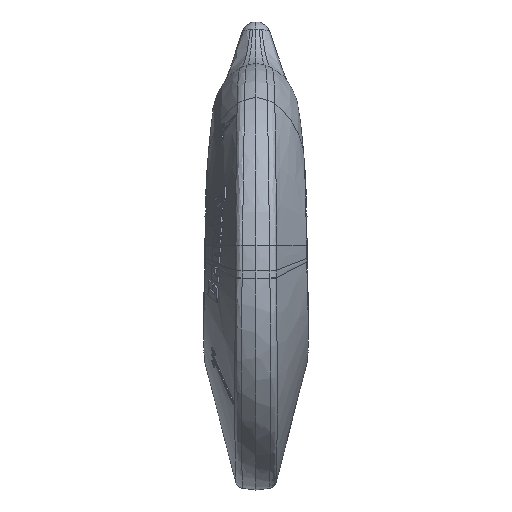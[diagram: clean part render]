
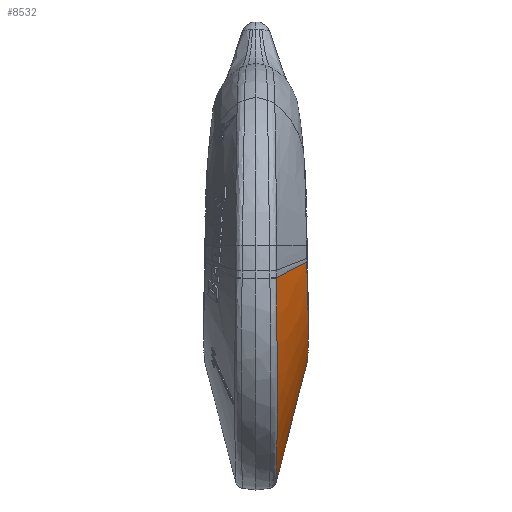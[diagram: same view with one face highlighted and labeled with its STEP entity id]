
A CAD part, front view. The second image highlights one B-rep face of the part: STEP entity #8532.
In plain terms, the highlighted free-form (B-spline) face has degree [3, 3] with [7, 4] control points.
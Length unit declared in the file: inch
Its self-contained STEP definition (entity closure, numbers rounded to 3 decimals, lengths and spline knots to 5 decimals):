
#1202=CARTESIAN_POINT('',(0.60157,-17.51929,-0.94345));
#1203=CARTESIAN_POINT('',(0.60162,-17.51925,
-0.95047));
#1204=CARTESIAN_POINT('',(0.60164,-17.51929,
-0.95751));
#1205=CARTESIAN_POINT('',(0.6017,-17.51923,
-0.96453));
#1217=CARTESIAN_POINT('',(1.48316,-11.57266,
-3.43043));
#1218=CARTESIAN_POINT('',(1.21532,-11.57259,
-4.46755));
#1219=CARTESIAN_POINT('',(0.88876,-11.57189,
-5.73198));
#1220=CARTESIAN_POINT('',(0.58758,-11.57183,
-6.89821));
#1222=CARTESIAN_POINT('',(1.47711,-15.04278,
-0.50071));
#1223=CARTESIAN_POINT('',(1.16809,-15.93579,
-0.64351));
#1224=CARTESIAN_POINT('',(0.89682,-16.73808,
-0.82212));
#1225=CARTESIAN_POINT('',(0.60157,-17.51929,-0.94345));
#1268=CARTESIAN_POINT('',(1.48316,-11.57266,
-3.43043));
#1270=CARTESIAN_POINT('',(1.48316,-11.57266,
-3.43043));
#1271=CARTESIAN_POINT('',(1.48493,-12.02626,
-3.45387));
#1272=CARTESIAN_POINT('',(1.50253,-12.91405,
-3.32378));
#1273=CARTESIAN_POINT('',(1.52809,-14.01965,
-2.67993));
#1274=CARTESIAN_POINT('',(1.51419,-14.78215,
-1.70163));
#1275=CARTESIAN_POINT('',(1.4867,-15.00891,
-0.90922));
#1276=CARTESIAN_POINT('',(1.47711,-15.04278,
-0.50071));
#1286=CARTESIAN_POINT('',(1.47711,-15.04278,
-0.50071));
#4244=CARTESIAN_POINT('',(0.6017,-17.51923,
-0.96453));
#4245=CARTESIAN_POINT('',(0.60323,-17.51843,
-1.24502));
#4246=CARTESIAN_POINT('',(0.60649,-17.47679,
-1.80734));
#4247=CARTESIAN_POINT('',(0.61119,-17.29329,
-2.64255));
#4248=CARTESIAN_POINT('',(0.61468,-16.99738,
-3.4314));
#4249=CARTESIAN_POINT('',(0.61644,-16.58878,
-4.17653));
#4250=CARTESIAN_POINT('',(0.61634,-16.07742,
-4.85854));
#4251=CARTESIAN_POINT('',(0.61401,-15.48098,
-5.45449));
#4252=CARTESIAN_POINT('',(0.60963,-14.79583,
-5.9673));
#4253=CARTESIAN_POINT('',(0.60401,-14.0482,
-6.37618));
#4254=CARTESIAN_POINT('',(0.59786,-13.25623,-6.67257));
#4255=CARTESIAN_POINT('',(0.59189,-12.41782,
-6.8562));
#4256=CARTESIAN_POINT('',(0.58877,-11.85348,
-6.89761));
#4257=CARTESIAN_POINT('',(0.58758,-11.57183,
-6.89821));
#5525=VERTEX_POINT('',#1286);
#5527=VERTEX_POINT('',#1202);
#5528=VERTEX_POINT('',#1205);
#5608=VERTEX_POINT('',#1268);
#5609=VERTEX_POINT('',#1220);
#8493=CARTESIAN_POINT('',(1.49038,-11.52208,
-3.39882));
#8494=CARTESIAN_POINT('',(1.2187,-11.50962,
-4.45134));
#8495=CARTESIAN_POINT('',(0.88424,-11.49845,
-5.74161));
#8496=CARTESIAN_POINT('',(0.5781,-11.48663,
-6.93329));
#8497=CARTESIAN_POINT('',(1.49171,-11.99023,
-3.42991));
#8498=CARTESIAN_POINT('',(1.21781,-12.0927,
-4.48648));
#8499=CARTESIAN_POINT('',(0.89028,-12.184,
-5.79543));
#8500=CARTESIAN_POINT('',(0.58121,-12.28182,
-6.94159));
#8501=CARTESIAN_POINT('',(1.50969,-12.89093,
-3.30403));
#8502=CARTESIAN_POINT('',(1.23424,-13.23565,
-4.32585));
#8503=CARTESIAN_POINT('',(0.91578,-13.56969,
-5.62444));
#8504=CARTESIAN_POINT('',(0.5929,-13.86682,
-6.6419));
#8505=CARTESIAN_POINT('',(1.5357,-14.00132,
-2.65774));
#8506=CARTESIAN_POINT('',(1.2554,-14.67688,
-3.47377));
#8507=CARTESIAN_POINT('',(0.94652,-15.37108,
-4.53199));
#8508=CARTESIAN_POINT('',(0.60679,-15.9009,
-5.29439));
#8509=CARTESIAN_POINT('',(1.52204,-14.76811,
-1.67525));
#8510=CARTESIAN_POINT('',(1.22594,-15.65992,
-2.16603));
#8511=CARTESIAN_POINT('',(0.93204,-16.55779,
-2.79591));
#8512=CARTESIAN_POINT('',(0.60133,-17.26637,
-3.26109));
#8513=CARTESIAN_POINT('',(1.49405,-14.99272,
-0.87077));
#8514=CARTESIAN_POINT('',(1.18185,-15.92043,
-1.11832));
#8515=CARTESIAN_POINT('',(0.89995,-16.78959,
-1.42914));
#8516=CARTESIAN_POINT('',(0.58804,-17.57517,
-1.66232));
#8517=CARTESIAN_POINT('',(1.48464,-15.0215,
-0.44805));
#8518=CARTESIAN_POINT('',(1.16471,-15.94248,
-0.58123));
#8519=CARTESIAN_POINT('',(0.88678,-16.76156,
-0.7501));
#8520=CARTESIAN_POINT('',(0.58247,-17.56788,
-0.85819));
#8521=B_SPLINE_SURFACE_WITH_KNOTS('',3,3,((#8493,#8494,#8495,#8496),(#8497,
#8498,#8499,#8500),(#8501,#8502,#8503,#8504),(#8505,#8506,#8507,#8508),(#8509,
#8510,#8511,#8512),(#8513,#8514,#8515,#8516),(#8517,#8518,#8519,#8520)),
.UNSPECIFIED.,.F.,.F.,.F.,(4,1,1,1,4),(4,4),(-0.0085,
0.22718,0.45436,0.68154,0.9178),(
0.34444,0.88491),.UNSPECIFIED.);
#8523=ORIENTED_EDGE('',*,*,#8522,.T.);
#8525=ORIENTED_EDGE('',*,*,#8524,.F.);
#8526=ORIENTED_EDGE('',*,*,#8483,.F.);
#8527=ORIENTED_EDGE('',*,*,#8422,.F.);
#8529=ORIENTED_EDGE('',*,*,#8528,.F.);
#8530=EDGE_LOOP('',(#8523,#8525,#8526,#8527,#8529));
#8531=FACE_OUTER_BOUND('',#8530,.F.);
#8532=ADVANCED_FACE('',(#8531),#8521,.T.);
#1206=B_SPLINE_CURVE_WITH_KNOTS('',3,(#1202,#1203,#1204,#1205),.UNSPECIFIED.,
.F.,.F.,(4,4),(0.,1.),.UNSPECIFIED.);
#1221=B_SPLINE_CURVE_WITH_KNOTS('',3,(#1217,#1218,#1219,#1220),.UNSPECIFIED.,
.F.,.F.,(4,4),(0.,1.),.UNSPECIFIED.);
#1226=B_SPLINE_CURVE_WITH_KNOTS('',3,(#1222,#1223,#1224,#1225),.UNSPECIFIED.,
.F.,.F.,(4,4),(0.,1.),.UNSPECIFIED.);
#1277=B_SPLINE_CURVE_WITH_KNOTS('',3,(#1270,#1271,#1272,#1273,#1274,#1275,
#1276),.UNSPECIFIED.,.F.,.F.,(4,1,1,1,4),(0.,0.25,0.5,0.75,1.),
.UNSPECIFIED.);
#4258=B_SPLINE_CURVE_WITH_KNOTS('',3,(#4244,#4245,#4246,#4247,#4248,#4249,#4250,
#4251,#4252,#4253,#4254,#4255,#4256,#4257),.UNSPECIFIED.,.F.,.F.,(4,1,1,1,1,1,1,
1,1,1,1,4),(0.,0.09091,0.18182,0.27273,
0.36364,0.45455,0.54545,0.63636,
0.72727,0.81818,0.90909,1.),.UNSPECIFIED.);
#8422=EDGE_CURVE('',#5525,#5527,#1226,.T.);
#8483=EDGE_CURVE('',#5527,#5528,#1206,.T.);
#8522=EDGE_CURVE('',#5608,#5609,#1221,.T.);
#8524=EDGE_CURVE('',#5528,#5609,#4258,.T.);
#8528=EDGE_CURVE('',#5608,#5525,#1277,.T.);
